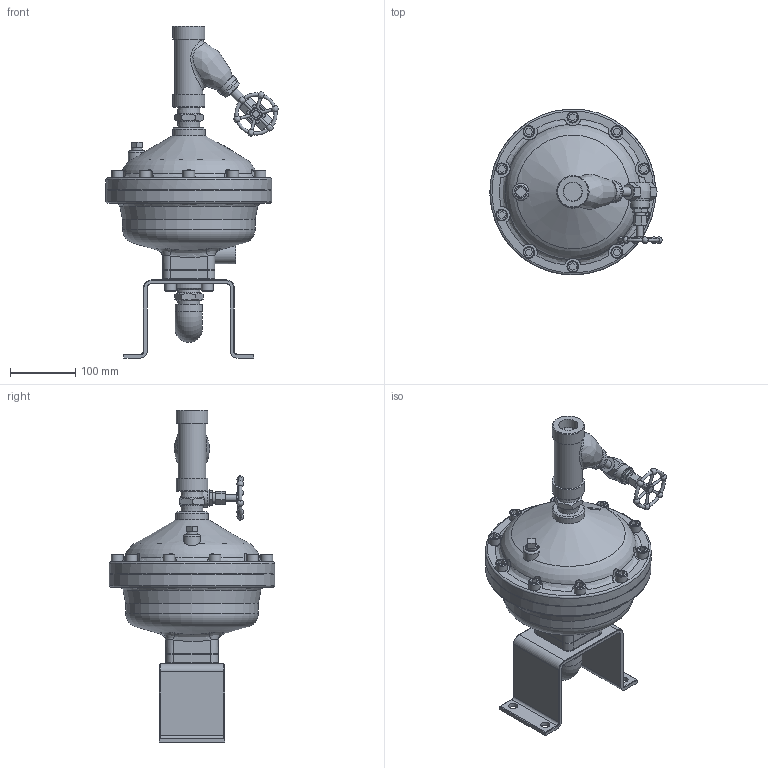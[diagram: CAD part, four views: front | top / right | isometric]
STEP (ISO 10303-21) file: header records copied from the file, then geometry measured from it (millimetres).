
FILE_DESCRIPTION((''),'2;1');
FILE_NAME('tatu2-025-screw-00.stp','2010-08-20T11:36:16',('nakaot'),(''),'Autodesk Inventor 2008','Autodesk Inventor 2008','');
FILE_SCHEMA(('AUTOMOTIVE_DESIGN { 1 0 10303 214 1 1 1 1 }'));
Length unit declared in the file: millimetre
Products named in the file (1): tatu2-025-screw-00
Bounding box: 264.78 x 255 x 510.5 mm (x, y, z)
Volume: 6557823 mm3; surface area: 407154.3 mm2
Topology: 3 solids, 3 shells, 500 faces, 1172 edges, 756 vertices
Faces by surface type: plane 265, cylinder 99, bspline 63, cone 51, torus 16, sphere 6
Full cylindrical faces by diameter (mm): 4 x6, 10 x2, 12 x20, 13.8 x1, 14 x6, 16 x2, 18 x14, 26 x1, 28 x1, 33 x1, 33.5 x1, 42 x2, 43 x1, 49 x2, 50 x2, 63 x1, 204 x1, 209 x1, 255 x2
Entity records: 18228 total; most frequent: CARTESIAN_POINT 7958, DIRECTION 2002, ORIENTED_EDGE 1944, EDGE_CURVE 972, AXIS2_PLACEMENT_3D 773, EDGE_LOOP 762, VERTEX_POINT 700, FACE_OUTER_BOUND 500
